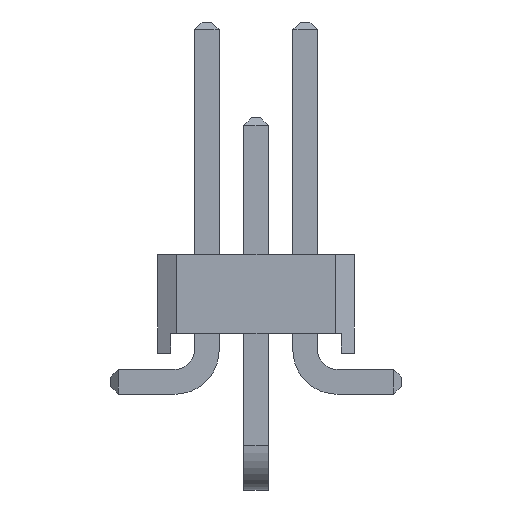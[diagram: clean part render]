
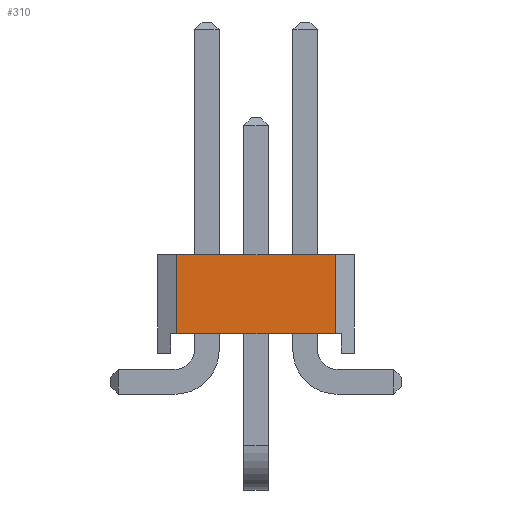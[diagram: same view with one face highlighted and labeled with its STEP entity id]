
A CAD part, left-side view. The second image highlights one B-rep face of the part: STEP entity #310.
In plain terms, the highlighted planar face has unit normal (-1, 0, 0).
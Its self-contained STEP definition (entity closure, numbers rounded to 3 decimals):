
#310 = ADVANCED_FACE( '', ( #721 ), #722, .T. );
#721 = FACE_OUTER_BOUND( '', #1233, .T. );
#722 = PLANE( '', #1234 );
#1233 = EDGE_LOOP( '', ( #2181, #2182, #2183, #2184 ) );
#1234 = AXIS2_PLACEMENT_3D( '', #2185, #2186, #2187 );
#2181 = ORIENTED_EDGE( '', *, *, #3344, .F. );
#2182 = ORIENTED_EDGE( '', *, *, #3345, .T. );
#2183 = ORIENTED_EDGE( '', *, *, #3346, .T. );
#2184 = ORIENTED_EDGE( '', *, *, #3171, .T. );
#2185 = CARTESIAN_POINT( '', ( -8.89, -2.54, -1.27 ) );
#2186 = DIRECTION( '', ( -1., 0., 0. ) );
#2187 = DIRECTION( '', ( 0., 0., 1. ) );
#3171 = EDGE_CURVE( '', #3887, #3885, #3888, .T. );
#3344 = EDGE_CURVE( '', #4152, #3885, #4153, .T. );
#3345 = EDGE_CURVE( '', #4152, #4154, #4155, .T. );
#3346 = EDGE_CURVE( '', #4154, #3887, #4156, .T. );
#3885 = VERTEX_POINT( '', #4895 );
#3887 = VERTEX_POINT( '', #4898 );
#3888 = LINE( '', #4899, #4900 );
#4152 = VERTEX_POINT( '', #5296 );
#4153 = LINE( '', #5297, #5298 );
#4154 = VERTEX_POINT( '', #5299 );
#4155 = LINE( '', #5300, #5301 );
#4156 = LINE( '', #5302, #5303 );
#4895 = CARTESIAN_POINT( '', ( -8.89, 2.04, 1.27 ) );
#4898 = CARTESIAN_POINT( '', ( -8.89, -2.04, 1.27 ) );
#4899 = CARTESIAN_POINT( '', ( -8.89, -2.54, 1.27 ) );
#4900 = VECTOR( '', #5845, 1000. );
#5296 = CARTESIAN_POINT( '', ( -8.89, 2.04, -0.77 ) );
#5297 = CARTESIAN_POINT( '', ( -8.89, 2.04, -17.633 ) );
#5298 = VECTOR( '', #5981, 1000. );
#5299 = CARTESIAN_POINT( '', ( -8.89, -2.04, -0.77 ) );
#5300 = CARTESIAN_POINT( '', ( -8.89, -2.54, -0.77 ) );
#5301 = VECTOR( '', #5982, 1000. );
#5302 = CARTESIAN_POINT( '', ( -8.89, -2.04, -17.633 ) );
#5303 = VECTOR( '', #5983, 1000. );
#5845 = DIRECTION( '', ( 0., 1., 0. ) );
#5981 = DIRECTION( '', ( 0., 0., 1. ) );
#5982 = DIRECTION( '', ( 0., -1., 0. ) );
#5983 = DIRECTION( '', ( 0., 0., 1. ) );
